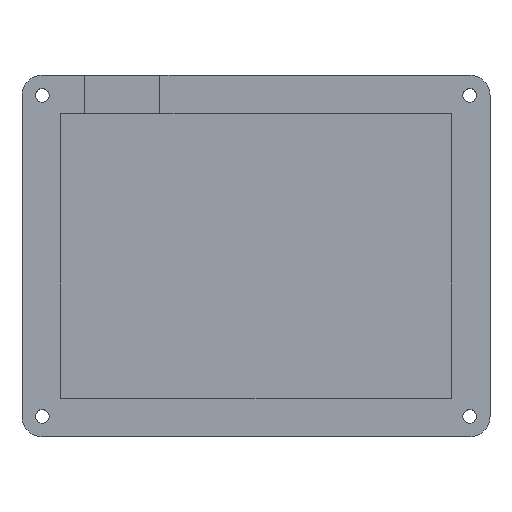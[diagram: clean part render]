
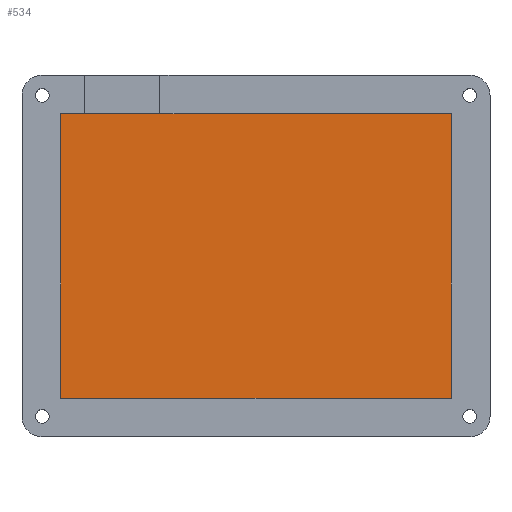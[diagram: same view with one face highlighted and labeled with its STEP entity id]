
A CAD part, top view. The second image highlights one B-rep face of the part: STEP entity #534.
In plain terms, the highlighted planar face has unit normal (0, 0, 1).
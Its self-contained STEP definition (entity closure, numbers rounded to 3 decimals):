
#44=PLANE('',#591);
#66=FACE_OUTER_BOUND('',#100,.T.);
#100=EDGE_LOOP('',(#441,#442,#443,#444));
#158=LINE('',#880,#206);
#160=LINE('',#885,#208);
#161=LINE('',#886,#209);
#162=LINE('',#887,#210);
#206=VECTOR('',#709,10.);
#208=VECTOR('',#713,10.);
#209=VECTOR('',#714,10.);
#210=VECTOR('',#715,10.);
#277=VERTEX_POINT('',#877);
#278=VERTEX_POINT('',#879);
#279=VERTEX_POINT('',#883);
#280=VERTEX_POINT('',#884);
#338=EDGE_CURVE('',#277,#278,#158,.T.);
#340=EDGE_CURVE('',#279,#280,#160,.T.);
#341=EDGE_CURVE('',#278,#279,#161,.T.);
#342=EDGE_CURVE('',#280,#277,#162,.T.);
#441=ORIENTED_EDGE('',*,*,#340,.F.);
#442=ORIENTED_EDGE('',*,*,#341,.F.);
#443=ORIENTED_EDGE('',*,*,#338,.F.);
#444=ORIENTED_EDGE('',*,*,#342,.F.);
#534=ADVANCED_FACE('',(#66),#44,.T.);
#591=AXIS2_PLACEMENT_3D('',#882,#711,#712);
#709=DIRECTION('',(1.,0.,0.));
#711=DIRECTION('center_axis',(0.,0.,1.));
#712=DIRECTION('ref_axis',(1.,0.,0.));
#713=DIRECTION('',(-1.,0.,0.));
#714=DIRECTION('',(0.,-1.,0.));
#715=DIRECTION('',(0.,1.,0.));
#877=CARTESIAN_POINT('',(-20.517,13.02,3.));
#879=CARTESIAN_POINT('',(75.733,13.02,3.));
#880=CARTESIAN_POINT('',(3.546,13.02,3.));
#882=CARTESIAN_POINT('Origin',(27.608,-22.008,3.));
#883=CARTESIAN_POINT('',(75.733,-57.036,3.));
#884=CARTESIAN_POINT('',(-20.517,-57.036,3.));
#885=CARTESIAN_POINT('',(51.671,-57.036,3.));
#886=CARTESIAN_POINT('',(75.733,-4.494,3.));
#887=CARTESIAN_POINT('',(-20.517,-39.522,3.));
